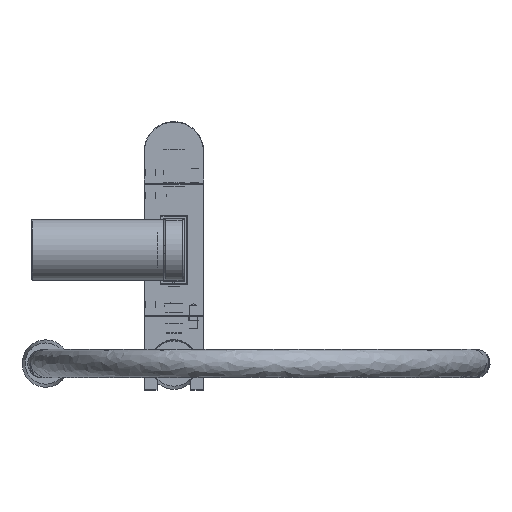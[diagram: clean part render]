
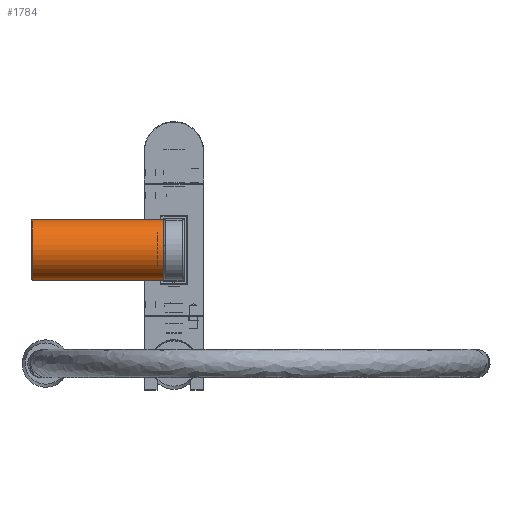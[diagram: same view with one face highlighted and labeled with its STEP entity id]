
A CAD part, front view. The second image highlights one B-rep face of the part: STEP entity #1784.
In plain terms, the highlighted cylindrical face has radius 14.75 mm (diameter 29.5 mm), a full revolution.
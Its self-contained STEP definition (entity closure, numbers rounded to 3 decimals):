
#92 = AXIS2_PLACEMENT_3D ( 'NONE', #10224, #10057, #3316 ) ;
#239 = CARTESIAN_POINT ( 'NONE',  ( -58.955, -570.391, -2.033 ) ) ;
#323 = CARTESIAN_POINT ( 'NONE',  ( -57.679, -570.287, -1.055 ) ) ;
#545 = DIRECTION ( 'NONE',  ( 0., 0., 1. ) ) ;
#658 = CARTESIAN_POINT ( 'NONE',  ( -60.551, -570.363, 1.823 ) ) ;
#701 = EDGE_CURVE ( 'NONE', #8172, #8172, #17186, .T. ) ;
#738 = CARTESIAN_POINT ( 'NONE',  ( -61.544, -570.258, 0.554 ) ) ;
#829 = CARTESIAN_POINT ( 'NONE',  ( -58.567, -570.371, 1.886 ) ) ;
#1662 = EDGE_LOOP ( 'NONE', ( #8739 ) ) ;
#1722 = CARTESIAN_POINT ( 'NONE',  ( -60.791, -570.345, -1.679 ) ) ;
#1784 = ADVANCED_FACE ( 'NONE', ( #6016, #3391, #11335 ), #8729, .T. ) ;
#1801 = CARTESIAN_POINT ( 'NONE',  ( -61.533, -570.259, -0.544 ) ) ;
#1842 = ORIENTED_EDGE ( 'NONE', *, *, #11352, .T. ) ;
#1884 = CARTESIAN_POINT ( 'NONE',  ( -57.508, -570.265, -0.678 ) ) ;
#2233 = CARTESIAN_POINT ( 'NONE',  ( -60.042, -570.391, 2.033 ) ) ;
#2326 = CARTESIAN_POINT ( 'NONE',  ( -58.821, -570.385, 1.992 ) ) ;
#2865 = CARTESIAN_POINT ( 'NONE',  ( -61.081, -570.315, -1.388 ) ) ;
#2951 = CARTESIAN_POINT ( 'NONE',  ( -58.57, -570.371, -1.888 ) ) ;
#3196 = AXIS2_PLACEMENT_3D ( 'NONE', #16563, #7450, #545 ) ;
#3206 = CARTESIAN_POINT ( 'NONE',  ( -57.613, -570.279, -0.932 ) ) ;
#3288 = CARTESIAN_POINT ( 'NONE',  ( -57.612, -570.279, 0.929 ) ) ;
#3316 = DIRECTION ( 'NONE',  ( 0., 0., 1. ) ) ;
#3376 = CARTESIAN_POINT ( 'NONE',  ( -59.223, -570.398, 2.086 ) ) ;
#3391 = FACE_OUTER_BOUND ( 'NONE', #1662, .T. ) ;
#3543 = CARTESIAN_POINT ( 'NONE',  ( -57.4, -570.25, -0.138 ) ) ;
#3649 = CARTESIAN_POINT ( 'NONE',  ( -61.6, -570.25, 0. ) ) ;
#3652 = CARTESIAN_POINT ( 'NONE',  ( -64., -585., 0. ) ) ;
#3859 = EDGE_LOOP ( 'NONE', ( #1842 ) ) ;
#4004 = ORIENTED_EDGE ( 'NONE', *, *, #14785, .T. ) ;
#4272 = CARTESIAN_POINT ( 'NONE',  ( -61.6, -570.25, -0.139 ) ) ;
#4283 = VERTEX_POINT ( 'NONE', #13442 ) ;
#4527 = CARTESIAN_POINT ( 'NONE',  ( -58.114, -570.335, -1.583 ) ) ;
#4607 = CARTESIAN_POINT ( 'NONE',  ( -57.455, -570.258, 0.55 ) ) ;
#5665 = CARTESIAN_POINT ( 'NONE',  ( -61.17, -570.305, -1.281 ) ) ;
#6016 = FACE_OUTER_BOUND ( 'NONE', #3859, .T. ) ;
#6088 = CARTESIAN_POINT ( 'NONE',  ( -61.6, -570.25, 0.278 ) ) ;
#6884 = CARTESIAN_POINT ( 'NONE',  ( -59.775, -570.4, -2.1 ) ) ;
#6977 = CARTESIAN_POINT ( 'NONE',  ( -58.22, -570.345, -1.67 ) ) ;
#7065 = CARTESIAN_POINT ( 'NONE',  ( -59.364, -570.4, -2.1 ) ) ;
#7146 = CARTESIAN_POINT ( 'NONE',  ( -59.225, -570.398, -2.086 ) ) ;
#7245 = B_SPLINE_CURVE_WITH_KNOTS ( 'NONE', 3,
 ( #8378, #4272, #14842, #1801, #9690, #11161, #9605, #5665, #2865, #1722, #9860, #8203, #6884, #7065, #7146, #239, #16514, #2951, #8287, #6977, #4527, #10987, #15187, #323, #3206, #1884, #14036, #15533, #3543, #7403, #4607, #3288, #16773, #7579, #15361, #16859, #10029, #14301, #829, #2326, #11411, #3376, #11320, #7324, #10282, #2233, #16943, #9942, #658, #12717, #15268, #8627, #15625, #738, #6088, #13947 ),
 .UNSPECIFIED., .T., .F.,
 ( 4, 2, 2, 2, 2, 2, 2, 2, 2, 2, 2, 2, 2, 2, 2, 2, 2, 2, 2, 2, 2, 2, 2, 2, 2, 2, 2, 4 ),
 ( 0., 0., 0.001, 0.001, 0.002, 0.002, 0.003, 0.004, 0.004, 0.005, 0.005, 0.005, 0.006, 0.006, 0.007, 0.007, 0.008, 0.008, 0.009, 0.009, 0.009, 0.01, 0.01, 0.011, 0.011, 0.012, 0.012, 0.013 ),
 .UNSPECIFIED. ) ;
#7324 = CARTESIAN_POINT ( 'NONE',  ( -59.637, -570.4, 2.1 ) ) ;
#7403 = CARTESIAN_POINT ( 'NONE',  ( -57.4, -570.25, 0.273 ) ) ;
#7450 = DIRECTION ( 'NONE',  ( -1., 0., 0. ) ) ;
#7579 = CARTESIAN_POINT ( 'NONE',  ( -57.83, -570.305, 1.281 ) ) ;
#7944 = EDGE_LOOP ( 'NONE', ( #4004 ) ) ;
#8172 = VERTEX_POINT ( 'NONE', #13745 ) ;
#8203 = CARTESIAN_POINT ( 'NONE',  ( -60.052, -570.392, -2.045 ) ) ;
#8287 = CARTESIAN_POINT ( 'NONE',  ( -58.447, -570.363, -1.822 ) ) ;
#8378 = CARTESIAN_POINT ( 'NONE',  ( -61.6, -570.25, 0. ) ) ;
#8627 = CARTESIAN_POINT ( 'NONE',  ( -61.177, -570.305, 1.293 ) ) ;
#8729 = CYLINDRICAL_SURFACE ( 'NONE', #12522, 14.75 ) ;
#8739 = ORIENTED_EDGE ( 'NONE', *, *, #701, .T. ) ;
#9075 = VERTEX_POINT ( 'NONE', #3649 ) ;
#9299 = CIRCLE ( 'NONE', #92, 14.75 ) ;
#9605 = CARTESIAN_POINT ( 'NONE',  ( -61.322, -570.287, -1.052 ) ) ;
#9690 = CARTESIAN_POINT ( 'NONE',  ( -61.492, -570.265, -0.678 ) ) ;
#9860 = CARTESIAN_POINT ( 'NONE',  ( -60.557, -570.364, -1.835 ) ) ;
#9942 = CARTESIAN_POINT ( 'NONE',  ( -60.43, -570.371, 1.888 ) ) ;
#10029 = CARTESIAN_POINT ( 'NONE',  ( -58.218, -570.345, 1.669 ) ) ;
#10057 = DIRECTION ( 'NONE',  ( 1., 0., 0. ) ) ;
#10224 = CARTESIAN_POINT ( 'NONE',  ( -63.8, -585., 0. ) ) ;
#10282 = CARTESIAN_POINT ( 'NONE',  ( -59.774, -570.398, 2.087 ) ) ;
#10298 = DIRECTION ( 'NONE',  ( 1., 0., 0. ) ) ;
#10987 = CARTESIAN_POINT ( 'NONE',  ( -57.918, -570.315, -1.388 ) ) ;
#11161 = CARTESIAN_POINT ( 'NONE',  ( -61.387, -570.279, -0.932 ) ) ;
#11320 = CARTESIAN_POINT ( 'NONE',  ( -59.359, -570.4, 2.1 ) ) ;
#11335 = FACE_BOUND ( 'NONE', #7944, .T. ) ;
#11352 = EDGE_CURVE ( 'NONE', #4283, #4283, #9299, .T. ) ;
#11411 = CARTESIAN_POINT ( 'NONE',  ( -58.954, -570.391, 2.032 ) ) ;
#12522 = AXIS2_PLACEMENT_3D ( 'NONE', #3652, #10298, #16874 ) ;
#12717 = CARTESIAN_POINT ( 'NONE',  ( -60.779, -570.345, 1.671 ) ) ;
#13442 = CARTESIAN_POINT ( 'NONE',  ( -63.8, -585., 14.75 ) ) ;
#13745 = CARTESIAN_POINT ( 'NONE',  ( -0.2, -585., 14.75 ) ) ;
#13947 = CARTESIAN_POINT ( 'NONE',  ( -61.6, -570.25, 0. ) ) ;
#14036 = CARTESIAN_POINT ( 'NONE',  ( -57.468, -570.26, -0.547 ) ) ;
#14301 = CARTESIAN_POINT ( 'NONE',  ( -58.446, -570.363, 1.822 ) ) ;
#14785 = EDGE_CURVE ( 'NONE', #9075, #9075, #7245, .T. ) ;
#14842 = CARTESIAN_POINT ( 'NONE',  ( -61.586, -570.252, -0.275 ) ) ;
#15187 = CARTESIAN_POINT ( 'NONE',  ( -57.831, -570.305, -1.282 ) ) ;
#15268 = CARTESIAN_POINT ( 'NONE',  ( -60.887, -570.335, 1.583 ) ) ;
#15361 = CARTESIAN_POINT ( 'NONE',  ( -57.917, -570.315, 1.387 ) ) ;
#15533 = CARTESIAN_POINT ( 'NONE',  ( -57.414, -570.252, -0.277 ) ) ;
#15625 = CARTESIAN_POINT ( 'NONE',  ( -61.334, -570.286, 1.059 ) ) ;
#16514 = CARTESIAN_POINT ( 'NONE',  ( -58.824, -570.385, -1.993 ) ) ;
#16563 = CARTESIAN_POINT ( 'NONE',  ( -0.2, -585., 0. ) ) ;
#16773 = CARTESIAN_POINT ( 'NONE',  ( -57.677, -570.287, 1.052 ) ) ;
#16859 = CARTESIAN_POINT ( 'NONE',  ( -58.11, -570.335, 1.58 ) ) ;
#16874 = DIRECTION ( 'NONE',  ( 0., 0., -1. ) ) ;
#16943 = CARTESIAN_POINT ( 'NONE',  ( -60.176, -570.385, 1.993 ) ) ;
#17186 = CIRCLE ( 'NONE', #3196, 14.75 ) ;
